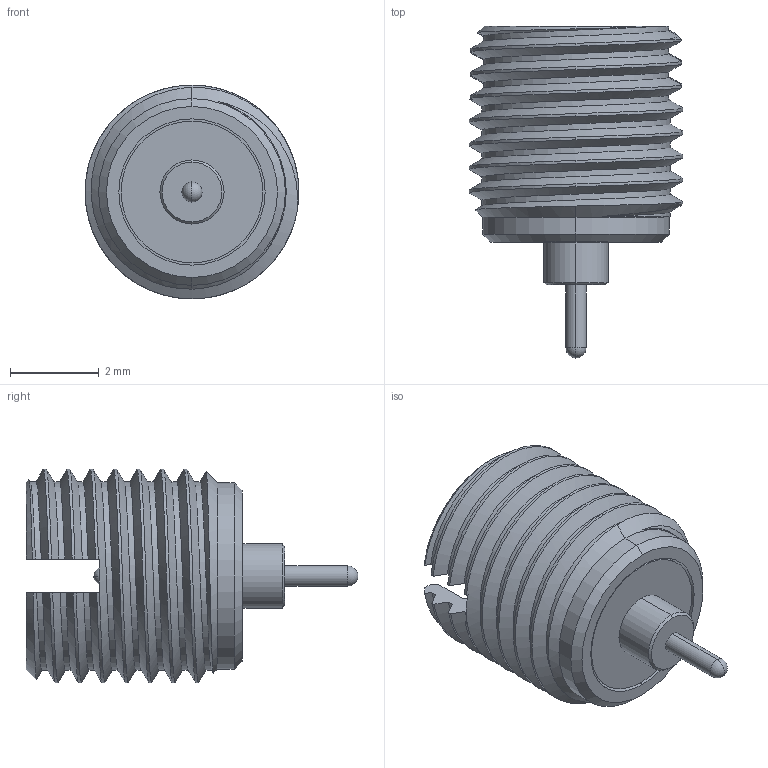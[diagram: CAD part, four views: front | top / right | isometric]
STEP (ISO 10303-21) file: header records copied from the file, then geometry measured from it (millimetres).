
FILE_DESCRIPTION (( 'STEP AP203' ), '1' );
FILE_NAME ('PE44963.step', '2018-11-12T23:46:28', ( '' ), ( '' ), 'SwSTEP 2.0', 'SolidWorks 2017', '' );
FILE_SCHEMA (( 'CONFIG_CONTROL_DESIGN' ));
Length unit declared in the file: inch
Products named in the file (1): PE44963
Bounding box: 4.83 x 7.49 x 4.83 mm (x, y, z)
Volume: 51.9 mm3; surface area: 192.5 mm2
Topology: 1 solids, 1 shells, 97 faces, 260 edges, 167 vertices
Faces by surface type: cylinder 40, bspline 21, cone 18, plane 14, sphere 4
Entity records: 10221 total; most frequent: CARTESIAN_POINT 8056, ORIENTED_EDGE 508, DIRECTION 356, EDGE_CURVE 254, VERTEX_POINT 165, AXIS2_PLACEMENT_3D 143, EDGE_LOOP 103, FACE_OUTER_BOUND 97
